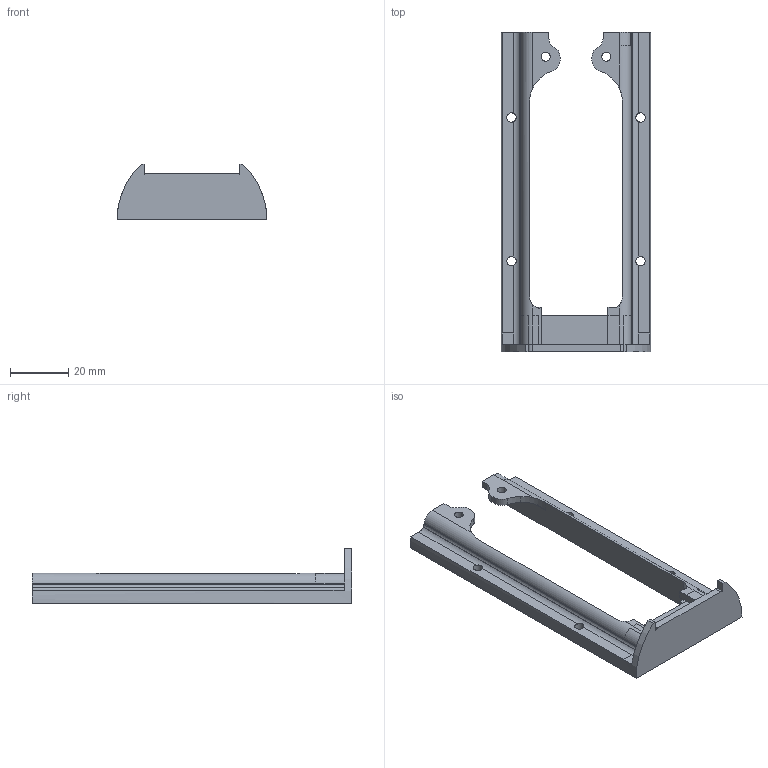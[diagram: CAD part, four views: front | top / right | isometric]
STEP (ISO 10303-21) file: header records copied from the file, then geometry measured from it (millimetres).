
FILE_DESCRIPTION(/* description */ (''),/* implementation_level */ '2;1');
FILE_NAME(/* name */ 'plate.stp',/* time_stamp */ '2026-02-03T14:23:18-05:00',/* author */ ('SLM30'),/* organization */ (''),/* preprocessor_version */ 'ST-DEVELOPER v20',/* originating_system */ 'Autodesk Inventor 2025',/* authorisation */ '');
FILE_SCHEMA (('AUTOMOTIVE_DESIGN { 1 0 10303 214 3 1 1 }'));
Length unit declared in the file: millimetre
Products named in the file (1): plate
Bounding box: 51.65 x 110.16 x 19 mm (x, y, z)
Volume: 16677.2 mm3; surface area: 11388.5 mm2
Topology: 1 solids, 3 shells, 101 faces, 296 edges, 197 vertices
Faces by surface type: plane 56, cylinder 43, bspline 2
Full cylindrical faces by diameter (mm): 3.15 x2, 3.2 x4
Entity records: 3620 total; most frequent: CARTESIAN_POINT 782, ORIENTED_EDGE 598, DIRECTION 570, EDGE_CURVE 299, VERTEX_POINT 203, LINE 196, VECTOR 196, AXIS2_PLACEMENT_3D 187
